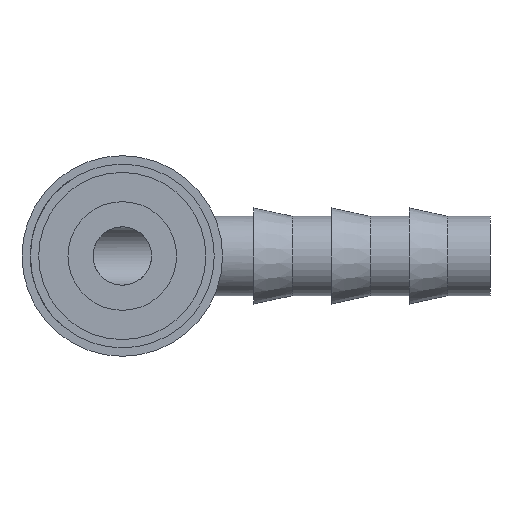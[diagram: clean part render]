
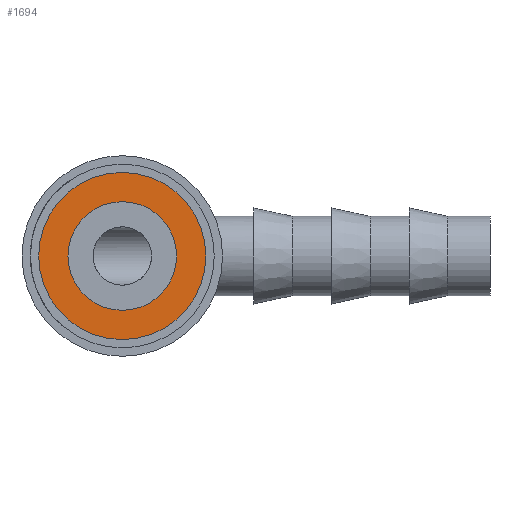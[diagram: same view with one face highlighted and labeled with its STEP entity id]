
A CAD part, left-side view. The second image highlights one B-rep face of the part: STEP entity #1694.
In plain terms, the highlighted planar face has unit normal (-1, 0, 0).
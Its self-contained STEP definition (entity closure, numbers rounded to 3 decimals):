
#351 = CARTESIAN_POINT ( 'NONE',  ( 0., 0., -10. ) ) ;
#451 = CARTESIAN_POINT ( 'NONE',  ( 0., 0., 0. ) ) ;
#517 = DIRECTION ( 'NONE',  ( -1., 0., 0. ) ) ;
#521 = EDGE_LOOP ( 'NONE', ( #4706, #4261 ) ) ;
#583 = CIRCLE ( 'NONE', #1324, 10. ) ;
#604 = VERTEX_POINT ( 'NONE', #5603 ) ;
#753 = DIRECTION ( 'NONE',  ( 1., 0., 0. ) ) ;
#994 = CARTESIAN_POINT ( 'NONE',  ( 0., 0., 0. ) ) ;
#1202 = DIRECTION ( 'NONE',  ( 0., 0., -1. ) ) ;
#1209 = AXIS2_PLACEMENT_3D ( 'NONE', #451, #2349, #2898 ) ;
#1324 = AXIS2_PLACEMENT_3D ( 'NONE', #3519, #517, #2922 ) ;
#1344 = FACE_OUTER_BOUND ( 'NONE', #521, .T. ) ;
#1395 = EDGE_CURVE ( 'NONE', #2490, #3139, #5876, .T. ) ;
#1694 = ADVANCED_FACE ( 'NONE', ( #2531, #1344 ), #4941, .F. ) ;
#1722 = EDGE_CURVE ( 'NONE', #604, #6705, #583, .T. ) ;
#2096 = AXIS2_PLACEMENT_3D ( 'NONE', #3758, #753, #3163 ) ;
#2224 = CIRCLE ( 'NONE', #6005, 10. ) ;
#2349 = DIRECTION ( 'NONE',  ( 1., 0., 0. ) ) ;
#2380 = ORIENTED_EDGE ( 'NONE', *, *, #1395, .T. ) ;
#2490 = VERTEX_POINT ( 'NONE', #2701 ) ;
#2531 = FACE_BOUND ( 'NONE', #4711, .T. ) ;
#2701 = CARTESIAN_POINT ( 'NONE',  ( 0., 0., -6.5 ) ) ;
#2801 = DIRECTION ( 'NONE',  ( 0., 0., 1. ) ) ;
#2898 = DIRECTION ( 'NONE',  ( 0., 0., -1. ) ) ;
#2922 = DIRECTION ( 'NONE',  ( 0., 0., 1. ) ) ;
#3139 = VERTEX_POINT ( 'NONE', #4945 ) ;
#3163 = DIRECTION ( 'NONE',  ( 0., 0., -1. ) ) ;
#3519 = CARTESIAN_POINT ( 'NONE',  ( 0., 0., 0. ) ) ;
#3606 = AXIS2_PLACEMENT_3D ( 'NONE', #6024, #4315, #1202 ) ;
#3758 = CARTESIAN_POINT ( 'NONE',  ( 0., 0., 0. ) ) ;
#4261 = ORIENTED_EDGE ( 'NONE', *, *, #6495, .T. ) ;
#4315 = DIRECTION ( 'NONE',  ( 1., 0., 0. ) ) ;
#4706 = ORIENTED_EDGE ( 'NONE', *, *, #1722, .T. ) ;
#4711 = EDGE_LOOP ( 'NONE', ( #7555, #2380 ) ) ;
#4941 = PLANE ( 'NONE',  #2096 ) ;
#4945 = CARTESIAN_POINT ( 'NONE',  ( 0., 0., 6.5 ) ) ;
#5603 = CARTESIAN_POINT ( 'NONE',  ( 0., 0., 10. ) ) ;
#5809 = DIRECTION ( 'NONE',  ( -1., 0., 0. ) ) ;
#5876 = CIRCLE ( 'NONE', #3606, 6.5 ) ;
#6005 = AXIS2_PLACEMENT_3D ( 'NONE', #994, #5809, #2801 ) ;
#6024 = CARTESIAN_POINT ( 'NONE',  ( 0., 0., 0. ) ) ;
#6495 = EDGE_CURVE ( 'NONE', #6705, #604, #2224, .T. ) ;
#6634 = CIRCLE ( 'NONE', #1209, 6.5 ) ;
#6705 = VERTEX_POINT ( 'NONE', #351 ) ;
#6838 = EDGE_CURVE ( 'NONE', #3139, #2490, #6634, .T. ) ;
#7555 = ORIENTED_EDGE ( 'NONE', *, *, #6838, .T. ) ;
